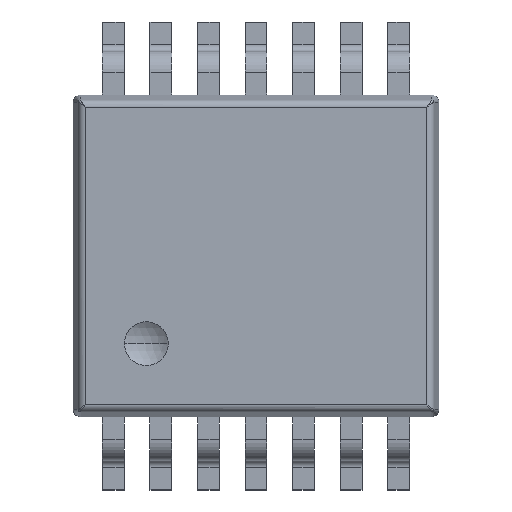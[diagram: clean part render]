
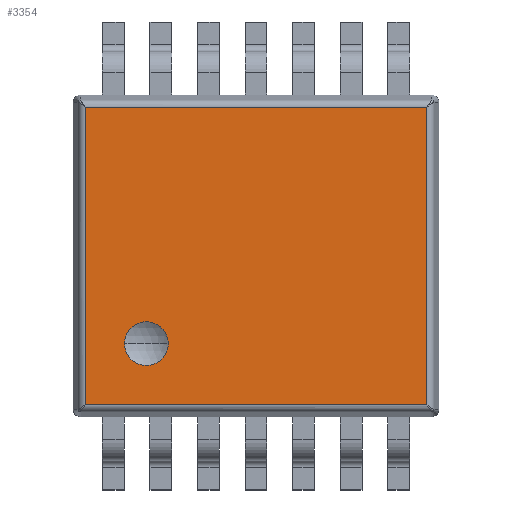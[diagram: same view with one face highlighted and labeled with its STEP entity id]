
A CAD part, top view. The second image highlights one B-rep face of the part: STEP entity #3354.
In plain terms, the highlighted planar face has unit normal (0, 0, 1).
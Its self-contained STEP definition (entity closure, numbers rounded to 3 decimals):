
#1400 = VERTEX_POINT('',#1401);
#1401 = CARTESIAN_POINT('',(-2.334,-2.034,1.1));
#1418 = VERTEX_POINT('',#1419);
#1419 = CARTESIAN_POINT('',(2.334,-2.034,1.1));
#1434 = EDGE_CURVE('',#1400,#1418,#1435,.T.);
#1435 = LINE('',#1436,#1437);
#1436 = CARTESIAN_POINT('',(-2.4,-2.034,1.1));
#1437 = VECTOR('',#1438,1.);
#1438 = DIRECTION('',(1.,0.,0.));
#3354 = ADVANCED_FACE('',(#3355,#3375),#3400,.T.);
#3355 = FACE_BOUND('',#3356,.T.);
#3356 = EDGE_LOOP('',(#3357,#3368));
#3357 = ORIENTED_EDGE('',*,*,#3358,.F.);
#3358 = EDGE_CURVE('',#3359,#3361,#3363,.T.);
#3359 = VERTEX_POINT('',#3360);
#3360 = CARTESIAN_POINT('',(-1.2,-1.2,1.1));
#3361 = VERTEX_POINT('',#3362);
#3362 = CARTESIAN_POINT('',(-1.8,-1.2,1.1));
#3363 = CIRCLE('',#3364,0.3);
#3364 = AXIS2_PLACEMENT_3D('',#3365,#3366,#3367);
#3365 = CARTESIAN_POINT('',(-1.5,-1.2,1.1));
#3366 = DIRECTION('',(0.,0.,1.));
#3367 = DIRECTION('',(1.,0.,0.));
#3368 = ORIENTED_EDGE('',*,*,#3369,.F.);
#3369 = EDGE_CURVE('',#3361,#3359,#3370,.T.);
#3370 = CIRCLE('',#3371,0.3);
#3371 = AXIS2_PLACEMENT_3D('',#3372,#3373,#3374);
#3372 = CARTESIAN_POINT('',(-1.5,-1.2,1.1));
#3373 = DIRECTION('',(0.,0.,1.));
#3374 = DIRECTION('',(1.,0.,0.));
#3375 = FACE_BOUND('',#3376,.T.);
#3376 = EDGE_LOOP('',(#3377,#3385,#3393,#3399));
#3377 = ORIENTED_EDGE('',*,*,#3378,.T.);
#3378 = EDGE_CURVE('',#1418,#3379,#3381,.T.);
#3379 = VERTEX_POINT('',#3380);
#3380 = CARTESIAN_POINT('',(2.334,2.034,1.1));
#3381 = LINE('',#3382,#3383);
#3382 = CARTESIAN_POINT('',(2.334,2.1,1.1));
#3383 = VECTOR('',#3384,1.);
#3384 = DIRECTION('',(0.,1.,0.));
#3385 = ORIENTED_EDGE('',*,*,#3386,.T.);
#3386 = EDGE_CURVE('',#3379,#3387,#3389,.T.);
#3387 = VERTEX_POINT('',#3388);
#3388 = CARTESIAN_POINT('',(-2.334,2.034,1.1));
#3389 = LINE('',#3390,#3391);
#3390 = CARTESIAN_POINT('',(-2.4,2.034,1.1));
#3391 = VECTOR('',#3392,1.);
#3392 = DIRECTION('',(-1.,0.,0.));
#3393 = ORIENTED_EDGE('',*,*,#3394,.T.);
#3394 = EDGE_CURVE('',#3387,#1400,#3395,.T.);
#3395 = LINE('',#3396,#3397);
#3396 = CARTESIAN_POINT('',(-2.334,2.1,1.1));
#3397 = VECTOR('',#3398,1.);
#3398 = DIRECTION('',(0.,-1.,0.));
#3399 = ORIENTED_EDGE('',*,*,#1434,.T.);
#3400 = PLANE('',#3401);
#3401 = AXIS2_PLACEMENT_3D('',#3402,#3403,#3404);
#3402 = CARTESIAN_POINT('',(-2.4,2.1,1.1));
#3403 = DIRECTION('',(0.,0.,1.));
#3404 = DIRECTION('',(1.,0.,0.));
